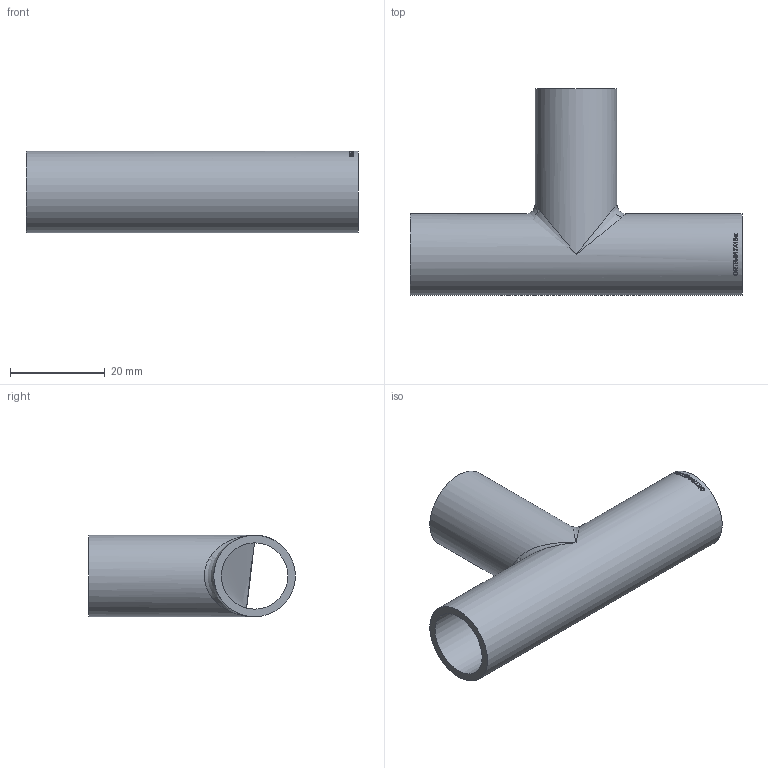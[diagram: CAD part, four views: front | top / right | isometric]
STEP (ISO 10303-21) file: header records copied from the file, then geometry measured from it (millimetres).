
FILE_DESCRIPTION (( 'STEP AP214' ), '1' );
FILE_NAME ('ORTR-017X16-x T-Stück 2004.STEP', '2020-04-01T08:48:12', ( '' ), ( '' ), 'SwSTEP 2.0', 'SolidWorks 2019', '' );
FILE_SCHEMA (( 'AUTOMOTIVE_DESIGN' ));
Length unit declared in the file: millimetre
Products named in the file (1): ORTR-017X16-x T-Stück 2004
Bounding box: 70 x 43.6 x 17.2 mm (x, y, z)
Volume: 7422.6 mm3; surface area: 9510 mm2
Topology: 1 solids, 1 shells, 170 faces, 451 edges, 292 vertices
Faces by surface type: bspline 88, plane 60, cylinder 22
Full cylindrical faces by diameter (mm): 14 x2, 17.2 x2
Entity records: 11122 total; most frequent: CARTESIAN_POINT 5989, ORIENTED_EDGE 874, EDGE_CURVE 437, DIRECTION 399, VERTEX_POINT 292, B_SPLINE_CURVE_WITH_KNOTS 272, EDGE_LOOP 197, FACE_OUTER_BOUND 174
